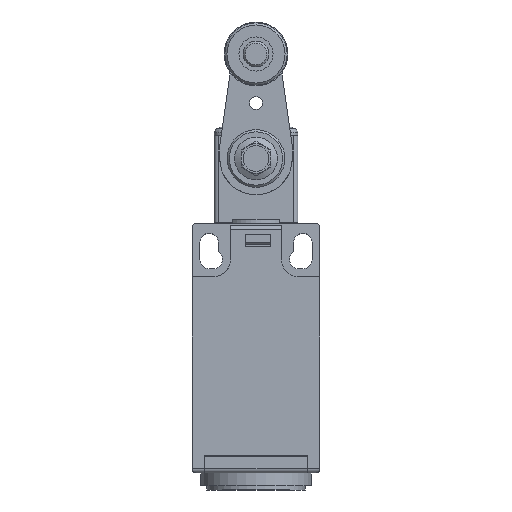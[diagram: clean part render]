
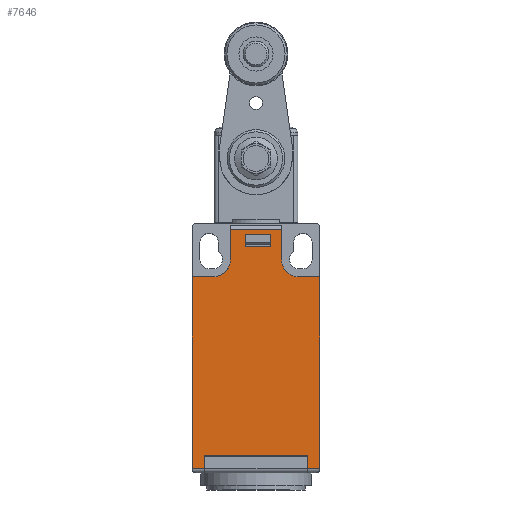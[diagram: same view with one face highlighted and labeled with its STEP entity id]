
A CAD part, front view. The second image highlights one B-rep face of the part: STEP entity #7646.
In plain terms, the highlighted planar face has unit normal (0, -1, 0).
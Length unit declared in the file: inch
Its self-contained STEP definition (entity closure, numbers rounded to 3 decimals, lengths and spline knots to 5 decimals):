
#108 = VECTOR ( 'NONE', #8052, 39.37008 ) ;
#211 = AXIS2_PLACEMENT_3D ( 'NONE', #5611, #9123, #9068 ) ;
#282 = EDGE_CURVE ( 'NONE', #6627, #8491, #3698, .T. ) ;
#394 = VECTOR ( 'NONE', #2194, 39.37008 ) ;
#465 = VERTEX_POINT ( 'NONE', #10944 ) ;
#484 = CARTESIAN_POINT ( 'NONE',  ( 0.23622, -0.64961, 1.32296 ) ) ;
#552 = CIRCLE ( 'NONE', #3090, 0.15748 ) ;
#610 = VECTOR ( 'NONE', #7644, 39.37008 ) ;
#676 = CARTESIAN_POINT ( 'NONE',  ( 0., -0.64961, 0.19686 ) ) ;
#694 = CARTESIAN_POINT ( 'NONE',  ( 0.3937, -0.64961, 2.126 ) ) ;
#845 = CARTESIAN_POINT ( 'NONE',  ( -0.59055, -0.64961, 0.19686 ) ) ;
#970 = ORIENTED_EDGE ( 'NONE', *, *, #5583, .T. ) ;
#992 = ORIENTED_EDGE ( 'NONE', *, *, #8651, .T. ) ;
#1164 = CARTESIAN_POINT ( 'NONE',  ( -0.3937, -0.64961, 1.96852 ) ) ;
#1214 = VECTOR ( 'NONE', #2232, 39.37008 ) ;
#1362 = FACE_OUTER_BOUND ( 'NONE', #8336, .T. ) ;
#1431 = LINE ( 'NONE', #676, #10872 ) ;
#1663 = DIRECTION ( 'NONE',  ( 0., 0., -1. ) ) ;
#1814 = ORIENTED_EDGE ( 'NONE', *, *, #6063, .T. ) ;
#1939 = LINE ( 'NONE', #8614, #8807 ) ;
#1984 = CARTESIAN_POINT ( 'NONE',  ( -0.09843, -0.64961, 2.24411 ) ) ;
#2049 = ORIENTED_EDGE ( 'NONE', *, *, #5285, .T. ) ;
#2194 = DIRECTION ( 'NONE',  ( 0., 0., 1. ) ) ;
#2232 = DIRECTION ( 'NONE',  ( 0., 0., -1. ) ) ;
#2299 = DIRECTION ( 'NONE',  ( -1., 0., 0. ) ) ;
#2343 = CIRCLE ( 'NONE', #10499, 0.15748 ) ;
#2371 = VECTOR ( 'NONE', #2299, 39.37008 ) ;
#2487 = CARTESIAN_POINT ( 'NONE',  ( -0.3937, -0.64961, 2.126 ) ) ;
#2517 = LINE ( 'NONE', #10351, #6861 ) ;
#2580 = DIRECTION ( 'NONE',  ( 0., 0., -1. ) ) ;
#2591 = ORIENTED_EDGE ( 'NONE', *, *, #4858, .T. ) ;
#2897 = ORIENTED_EDGE ( 'NONE', *, *, #7807, .T. ) ;
#3014 = CARTESIAN_POINT ( 'NONE',  ( 0.47638, -0.64961, 1.32296 ) ) ;
#3058 = CARTESIAN_POINT ( 'NONE',  ( -0.47638, -0.64961, 0.19687 ) ) ;
#3090 = AXIS2_PLACEMENT_3D ( 'NONE', #694, #4952, #1663 ) ;
#3120 = VERTEX_POINT ( 'NONE', #3058 ) ;
#3128 = VERTEX_POINT ( 'NONE', #3961 ) ;
#3186 = VECTOR ( 'NONE', #7530, 39.37008 ) ;
#3213 = CARTESIAN_POINT ( 'NONE',  ( -0.47638, -0.64961, 1.32296 ) ) ;
#3248 = LINE ( 'NONE', #484, #394 ) ;
#3294 = LINE ( 'NONE', #11067, #610 ) ;
#3594 = ORIENTED_EDGE ( 'NONE', *, *, #10592, .T. ) ;
#3698 = LINE ( 'NONE', #7145, #7192 ) ;
#3757 = LINE ( 'NONE', #3014, #5802 ) ;
#3882 = DIRECTION ( 'NONE',  ( 0., 0., 1. ) ) ;
#3950 = CARTESIAN_POINT ( 'NONE',  ( 0.3937, -0.64961, 1.96852 ) ) ;
#3961 = CARTESIAN_POINT ( 'NONE',  ( 0.47638, -0.64961, 0.31497 ) ) ;
#3966 = FACE_BOUND ( 'NONE', #9290, .T. ) ;
#3972 = CARTESIAN_POINT ( 'NONE',  ( 0.47638, -0.64961, 0.19686 ) ) ;
#4081 = DIRECTION ( 'NONE',  ( 1., 0., 0. ) ) ;
#4274 = EDGE_CURVE ( 'NONE', #6727, #10563, #8621, .T. ) ;
#4292 = VERTEX_POINT ( 'NONE', #3972 ) ;
#4301 = DIRECTION ( 'NONE',  ( 1., 0., 0. ) ) ;
#4317 = VECTOR ( 'NONE', #6075, 39.37008 ) ;
#4382 = VERTEX_POINT ( 'NONE', #4501 ) ;
#4448 = VERTEX_POINT ( 'NONE', #1164 ) ;
#4501 = CARTESIAN_POINT ( 'NONE',  ( -0.47638, -0.64961, 0.31497 ) ) ;
#4555 = VERTEX_POINT ( 'NONE', #10465 ) ;
#4559 = LINE ( 'NONE', #8748, #4889 ) ;
#4609 = LINE ( 'NONE', #5456, #108 ) ;
#4673 = CARTESIAN_POINT ( 'NONE',  ( 0.1378, -0.64961, 1.32296 ) ) ;
#4858 = EDGE_CURVE ( 'NONE', #4936, #6830, #4559, .T. ) ;
#4889 = VECTOR ( 'NONE', #8005, 39.37008 ) ;
#4916 = CARTESIAN_POINT ( 'NONE',  ( -0.23622, -0.64961, 2.126 ) ) ;
#4936 = VERTEX_POINT ( 'NONE', #6532 ) ;
#4952 = DIRECTION ( 'NONE',  ( 0., 1., 0. ) ) ;
#5020 = CARTESIAN_POINT ( 'NONE',  ( 0.59055, -0.64961, 1.96852 ) ) ;
#5092 = LINE ( 'NONE', #845, #6932 ) ;
#5123 = EDGE_CURVE ( 'NONE', #4292, #5642, #1431, .T. ) ;
#5172 = VECTOR ( 'NONE', #3882, 39.37008 ) ;
#5177 = ORIENTED_EDGE ( 'NONE', *, *, #9795, .T. ) ;
#5214 = EDGE_CURVE ( 'NONE', #6830, #4448, #2343, .T. ) ;
#5285 = EDGE_CURVE ( 'NONE', #6450, #4555, #2517, .T. ) ;
#5341 = ORIENTED_EDGE ( 'NONE', *, *, #5214, .T. ) ;
#5456 = CARTESIAN_POINT ( 'NONE',  ( 0., -0.64961, 2.36222 ) ) ;
#5583 = EDGE_CURVE ( 'NONE', #10563, #7343, #552, .T. ) ;
#5611 = CARTESIAN_POINT ( 'NONE',  ( 0., -0.64961, 1.32296 ) ) ;
#5642 = VERTEX_POINT ( 'NONE', #7600 ) ;
#5728 = EDGE_CURVE ( 'NONE', #5642, #6727, #10055, .T. ) ;
#5739 = CARTESIAN_POINT ( 'NONE',  ( 0.59055, -0.64961, 1.32296 ) ) ;
#5802 = VECTOR ( 'NONE', #9080, 39.37008 ) ;
#5805 = EDGE_CURVE ( 'NONE', #465, #6627, #1939, .T. ) ;
#5899 = EDGE_CURVE ( 'NONE', #8491, #7151, #4609, .T. ) ;
#5903 = CARTESIAN_POINT ( 'NONE',  ( 0., -0.64961, 1.96852 ) ) ;
#5926 = DIRECTION ( 'NONE',  ( 0., 0., 1. ) ) ;
#5966 = EDGE_CURVE ( 'NONE', #7151, #465, #6535, .T. ) ;
#6063 = EDGE_CURVE ( 'NONE', #4382, #3128, #11116, .T. ) ;
#6075 = DIRECTION ( 'NONE',  ( -1., 0., 0. ) ) ;
#6414 = ORIENTED_EDGE ( 'NONE', *, *, #5728, .T. ) ;
#6450 = VERTEX_POINT ( 'NONE', #9284 ) ;
#6459 = PLANE ( 'NONE',  #211 ) ;
#6532 = CARTESIAN_POINT ( 'NONE',  ( -0.23622, -0.64961, 2.40476 ) ) ;
#6535 = LINE ( 'NONE', #4673, #1214 ) ;
#6627 = VERTEX_POINT ( 'NONE', #1984 ) ;
#6651 = CARTESIAN_POINT ( 'NONE',  ( 0.1378, -0.64961, 2.36222 ) ) ;
#6680 = CARTESIAN_POINT ( 'NONE',  ( 0.23622, -0.64961, 2.40476 ) ) ;
#6727 = VERTEX_POINT ( 'NONE', #5020 ) ;
#6830 = VERTEX_POINT ( 'NONE', #4916 ) ;
#6844 = ORIENTED_EDGE ( 'NONE', *, *, #5966, .T. ) ;
#6861 = VECTOR ( 'NONE', #2580, 39.37008 ) ;
#6932 = VECTOR ( 'NONE', #4301, 39.37008 ) ;
#6935 = ORIENTED_EDGE ( 'NONE', *, *, #5805, .T. ) ;
#7031 = DIRECTION ( 'NONE',  ( -1., 0., 0. ) ) ;
#7145 = CARTESIAN_POINT ( 'NONE',  ( -0.09843, -0.64961, 1.32296 ) ) ;
#7151 = VERTEX_POINT ( 'NONE', #6651 ) ;
#7162 = EDGE_CURVE ( 'NONE', #7343, #8829, #3248, .T. ) ;
#7192 = VECTOR ( 'NONE', #10494, 39.37008 ) ;
#7284 = CARTESIAN_POINT ( 'NONE',  ( 0.23622, -0.64961, 2.126 ) ) ;
#7343 = VERTEX_POINT ( 'NONE', #7284 ) ;
#7530 = DIRECTION ( 'NONE',  ( 1., 0., 0. ) ) ;
#7600 = CARTESIAN_POINT ( 'NONE',  ( 0.59055, -0.64961, 0.19686 ) ) ;
#7640 = CARTESIAN_POINT ( 'NONE',  ( 0., -0.64961, 0.31497 ) ) ;
#7644 = DIRECTION ( 'NONE',  ( -1., 0., 0. ) ) ;
#7646 = ADVANCED_FACE ( 'NONE', ( #3966, #1362 ), #6459, .T. ) ;
#7807 = EDGE_CURVE ( 'NONE', #3120, #4382, #8534, .T. ) ;
#8005 = DIRECTION ( 'NONE',  ( 0., 0., -1. ) ) ;
#8052 = DIRECTION ( 'NONE',  ( 1., 0., 0. ) ) ;
#8292 = ORIENTED_EDGE ( 'NONE', *, *, #5123, .T. ) ;
#8336 = EDGE_LOOP ( 'NONE', ( #970, #10387, #992, #2591, #5341, #3594, #2049, #9045, #2897, #1814, #5177, #8292, #6414, #8576 ) ) ;
#8386 = DIRECTION ( 'NONE',  ( 0., 0., -1. ) ) ;
#8491 = VERTEX_POINT ( 'NONE', #9145 ) ;
#8534 = LINE ( 'NONE', #3213, #9431 ) ;
#8576 = ORIENTED_EDGE ( 'NONE', *, *, #4274, .T. ) ;
#8614 = CARTESIAN_POINT ( 'NONE',  ( 0., -0.64961, 2.24411 ) ) ;
#8621 = LINE ( 'NONE', #5903, #4317 ) ;
#8651 = EDGE_CURVE ( 'NONE', #8829, #4936, #3294, .T. ) ;
#8748 = CARTESIAN_POINT ( 'NONE',  ( -0.23622, -0.64961, 1.32296 ) ) ;
#8807 = VECTOR ( 'NONE', #7031, 39.37008 ) ;
#8829 = VERTEX_POINT ( 'NONE', #6680 ) ;
#8847 = ORIENTED_EDGE ( 'NONE', *, *, #282, .T. ) ;
#9001 = EDGE_CURVE ( 'NONE', #4555, #3120, #5092, .T. ) ;
#9045 = ORIENTED_EDGE ( 'NONE', *, *, #9001, .T. ) ;
#9068 = DIRECTION ( 'NONE',  ( 0., 0., -1. ) ) ;
#9080 = DIRECTION ( 'NONE',  ( 0., 0., -1. ) ) ;
#9123 = DIRECTION ( 'NONE',  ( 0., -1., 0. ) ) ;
#9145 = CARTESIAN_POINT ( 'NONE',  ( -0.09843, -0.64961, 2.36222 ) ) ;
#9261 = CARTESIAN_POINT ( 'NONE',  ( 0., -0.64961, 1.96852 ) ) ;
#9284 = CARTESIAN_POINT ( 'NONE',  ( -0.59055, -0.64961, 1.96852 ) ) ;
#9290 = EDGE_LOOP ( 'NONE', ( #6935, #8847, #10696, #6844 ) ) ;
#9400 = DIRECTION ( 'NONE',  ( 0., 1., 0. ) ) ;
#9431 = VECTOR ( 'NONE', #5926, 39.37008 ) ;
#9795 = EDGE_CURVE ( 'NONE', #3128, #4292, #3757, .T. ) ;
#10055 = LINE ( 'NONE', #5739, #5172 ) ;
#10067 = LINE ( 'NONE', #9261, #2371 ) ;
#10351 = CARTESIAN_POINT ( 'NONE',  ( -0.59055, -0.64961, 1.32296 ) ) ;
#10387 = ORIENTED_EDGE ( 'NONE', *, *, #7162, .T. ) ;
#10465 = CARTESIAN_POINT ( 'NONE',  ( -0.59055, -0.64961, 0.19686 ) ) ;
#10494 = DIRECTION ( 'NONE',  ( 0., 0., 1. ) ) ;
#10499 = AXIS2_PLACEMENT_3D ( 'NONE', #2487, #9400, #8386 ) ;
#10563 = VERTEX_POINT ( 'NONE', #3950 ) ;
#10592 = EDGE_CURVE ( 'NONE', #4448, #6450, #10067, .T. ) ;
#10696 = ORIENTED_EDGE ( 'NONE', *, *, #5899, .T. ) ;
#10872 = VECTOR ( 'NONE', #4081, 39.37008 ) ;
#10944 = CARTESIAN_POINT ( 'NONE',  ( 0.1378, -0.64961, 2.24411 ) ) ;
#11067 = CARTESIAN_POINT ( 'NONE',  ( 0., -0.64961, 2.40476 ) ) ;
#11116 = LINE ( 'NONE', #7640, #3186 ) ;
